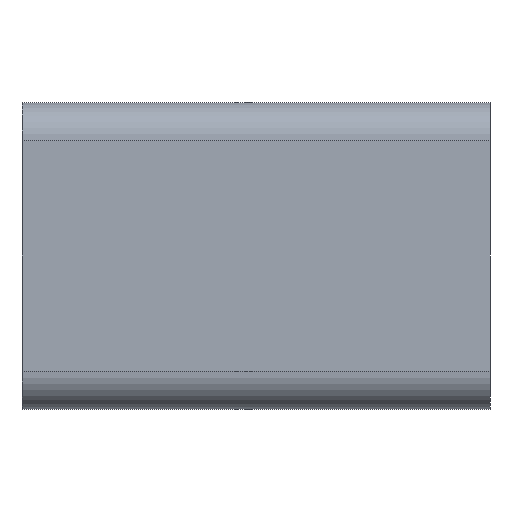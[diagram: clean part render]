
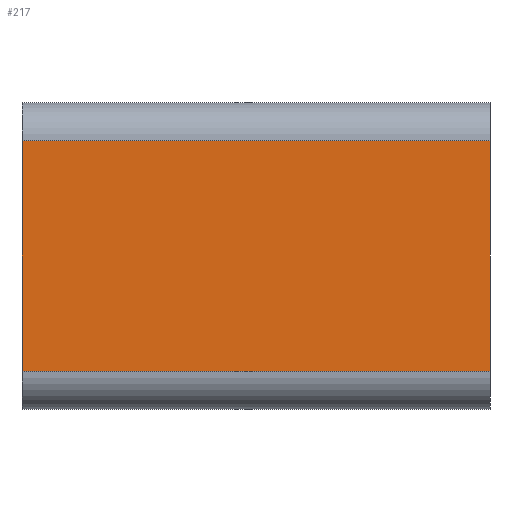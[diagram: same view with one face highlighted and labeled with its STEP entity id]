
A CAD part, front view. The second image highlights one B-rep face of the part: STEP entity #217.
In plain terms, the highlighted planar face has unit normal (0, -1, 0).
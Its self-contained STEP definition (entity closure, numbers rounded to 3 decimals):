
#5 = CARTESIAN_POINT ( 'NONE',  ( 0., -37.5, 15. ) ) ;
#9 = LINE ( 'NONE', #492, #514 ) ;
#27 = ORIENTED_EDGE ( 'NONE', *, *, #593, .T. ) ;
#39 = CARTESIAN_POINT ( 'NONE',  ( 61., -37.5, 15. ) ) ;
#44 = CARTESIAN_POINT ( 'NONE',  ( 61., -37.5, 0. ) ) ;
#71 = EDGE_LOOP ( 'NONE', ( #254, #232, #27, #259 ) ) ;
#81 = CARTESIAN_POINT ( 'NONE',  ( 0., -37.5, -15. ) ) ;
#86 = VECTOR ( 'NONE', #518, 1000. ) ;
#105 = AXIS2_PLACEMENT_3D ( 'NONE', #44, #156, #763 ) ;
#115 = LINE ( 'NONE', #5, #707 ) ;
#118 = EDGE_CURVE ( 'NONE', #124, #337, #360, .T. ) ;
#124 = VERTEX_POINT ( 'NONE', #39 ) ;
#156 = DIRECTION ( 'NONE',  ( 0., 1., 0. ) ) ;
#193 = CARTESIAN_POINT ( 'NONE',  ( 61., -37.5, -15. ) ) ;
#217 = ADVANCED_FACE ( 'NONE', ( #280 ), #657, .F. ) ;
#232 = ORIENTED_EDGE ( 'NONE', *, *, #237, .T. ) ;
#237 = EDGE_CURVE ( 'NONE', #124, #690, #115, .T. ) ;
#242 = DIRECTION ( 'NONE',  ( -1., 0., 0. ) ) ;
#254 = ORIENTED_EDGE ( 'NONE', *, *, #118, .F. ) ;
#259 = ORIENTED_EDGE ( 'NONE', *, *, #331, .T. ) ;
#280 = FACE_OUTER_BOUND ( 'NONE', #71, .T. ) ;
#296 = CARTESIAN_POINT ( 'NONE',  ( 0., -37.5, 15. ) ) ;
#331 = EDGE_CURVE ( 'NONE', #353, #337, #9, .T. ) ;
#337 = VERTEX_POINT ( 'NONE', #193 ) ;
#353 = VERTEX_POINT ( 'NONE', #81 ) ;
#360 = LINE ( 'NONE', #398, #605 ) ;
#398 = CARTESIAN_POINT ( 'NONE',  ( 61., -37.5, 0. ) ) ;
#492 = CARTESIAN_POINT ( 'NONE',  ( 61., -37.5, -15. ) ) ;
#514 = VECTOR ( 'NONE', #736, 1000. ) ;
#518 = DIRECTION ( 'NONE',  ( 0., 0., -1. ) ) ;
#522 = LINE ( 'NONE', #592, #86 ) ;
#592 = CARTESIAN_POINT ( 'NONE',  ( 0., -37.5, 0. ) ) ;
#593 = EDGE_CURVE ( 'NONE', #690, #353, #522, .T. ) ;
#605 = VECTOR ( 'NONE', #720, 1000. ) ;
#657 = PLANE ( 'NONE',  #105 ) ;
#690 = VERTEX_POINT ( 'NONE', #296 ) ;
#707 = VECTOR ( 'NONE', #242, 1000. ) ;
#720 = DIRECTION ( 'NONE',  ( 0., 0., -1. ) ) ;
#736 = DIRECTION ( 'NONE',  ( 1., 0., 0. ) ) ;
#763 = DIRECTION ( 'NONE',  ( 0., 0., 1. ) ) ;
